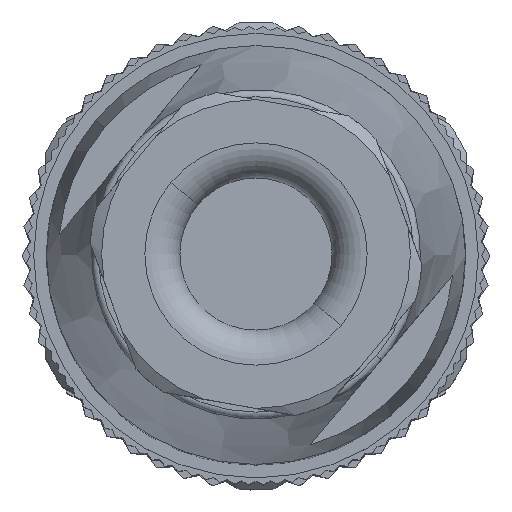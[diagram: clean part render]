
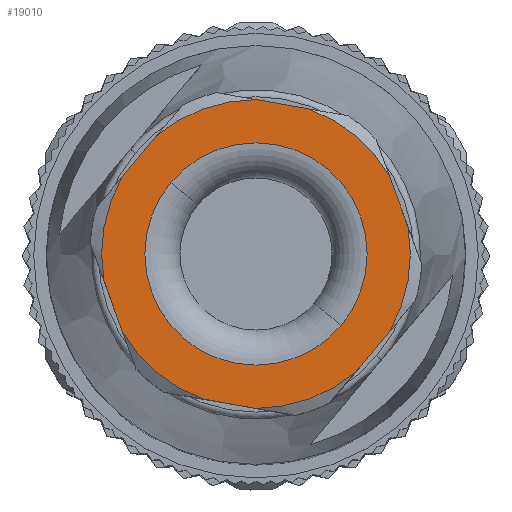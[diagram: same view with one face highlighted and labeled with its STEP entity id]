
A CAD part, top view. The second image highlights one B-rep face of the part: STEP entity #19010.
In plain terms, the highlighted planar face has unit normal (0, 0, 1).
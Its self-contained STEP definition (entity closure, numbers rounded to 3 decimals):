
#18946=AXIS2_PLACEMENT_3D('Plane Axis2P3D',#18943,#18944,#18945) ;
#18950=AXIS2_PLACEMENT_3D('Circle Axis2P3D',#18948,#18949,$) ;
#18955=AXIS2_PLACEMENT_3D('Circle Axis2P3D',#18953,#18954,$) ;
#18960=AXIS2_PLACEMENT_3D('Circle Axis2P3D',#18958,#18959,$) ;
#18965=AXIS2_PLACEMENT_3D('Circle Axis2P3D',#18963,#18964,$) ;
#18970=AXIS2_PLACEMENT_3D('Circle Axis2P3D',#18968,#18969,$) ;
#18975=AXIS2_PLACEMENT_3D('Circle Axis2P3D',#18973,#18974,$) ;
#18994=AXIS2_PLACEMENT_3D('Circle Axis2P3D',#18992,#18993,$) ;
#19003=AXIS2_PLACEMENT_3D('Circle Axis2P3D',#19001,#19002,$) ;
#18528=CARTESIAN_POINT('Line Origine',(11.129,16.401,61.578)) ;
#18532=CARTESIAN_POINT('Vertex',(10.002,16.6,61.578)) ;
#18534=CARTESIAN_POINT('Vertex',(12.256,16.203,61.578)) ;
#18605=CARTESIAN_POINT('Line Origine',(16.108,12.223,61.578)) ;
#18609=CARTESIAN_POINT('Vertex',(15.717,13.299,61.578)) ;
#18611=CARTESIAN_POINT('Vertex',(16.499,11.148,61.578)) ;
#18675=CARTESIAN_POINT('Line Origine',(14.979,5.822,61.578)) ;
#18679=CARTESIAN_POINT('Vertex',(15.715,6.699,61.578)) ;
#18681=CARTESIAN_POINT('Vertex',(14.244,4.945,61.578)) ;
#18745=CARTESIAN_POINT('Line Origine',(8.871,3.599,61.578)) ;
#18749=CARTESIAN_POINT('Vertex',(9.998,3.4,61.578)) ;
#18751=CARTESIAN_POINT('Vertex',(7.744,3.797,61.578)) ;
#18815=CARTESIAN_POINT('Line Origine',(3.892,7.777,61.578)) ;
#18819=CARTESIAN_POINT('Vertex',(4.283,6.701,61.578)) ;
#18821=CARTESIAN_POINT('Vertex',(3.501,8.852,61.578)) ;
#18885=CARTESIAN_POINT('Line Origine',(5.021,14.178,61.578)) ;
#18889=CARTESIAN_POINT('Vertex',(4.285,13.301,61.578)) ;
#18891=CARTESIAN_POINT('Vertex',(5.756,15.055,61.578)) ;
#18943=CARTESIAN_POINT('Axis2P3D Location',(6.361,13.053,61.578)) ;
#18948=CARTESIAN_POINT('Axis2P3D Location',(10.,10.,61.578)) ;
#18953=CARTESIAN_POINT('Axis2P3D Location',(10.,10.,61.578)) ;
#18958=CARTESIAN_POINT('Axis2P3D Location',(10.,10.,61.578)) ;
#18963=CARTESIAN_POINT('Axis2P3D Location',(10.,10.,61.578)) ;
#18968=CARTESIAN_POINT('Axis2P3D Location',(10.,10.,61.578)) ;
#18973=CARTESIAN_POINT('Axis2P3D Location',(10.,10.,61.578)) ;
#18992=CARTESIAN_POINT('Axis2P3D Location',(10.,10.,61.578)) ;
#18996=CARTESIAN_POINT('Vertex',(13.639,6.947,61.578)) ;
#18998=CARTESIAN_POINT('Vertex',(6.361,13.053,61.578)) ;
#19001=CARTESIAN_POINT('Axis2P3D Location',(10.,10.,61.578)) ;
#18529=DIRECTION('Vector Direction',(0.985,-0.174,0.)) ;
#18606=DIRECTION('Vector Direction',(0.342,-0.94,0.)) ;
#18676=DIRECTION('Vector Direction',(-0.643,-0.766,0.)) ;
#18746=DIRECTION('Vector Direction',(-0.985,0.174,0.)) ;
#18816=DIRECTION('Vector Direction',(-0.342,0.94,0.)) ;
#18886=DIRECTION('Vector Direction',(0.643,0.766,0.)) ;
#18944=DIRECTION('Axis2P3D Direction',(0.,0.,1.)) ;
#18945=DIRECTION('Axis2P3D XDirection',(-0.766,0.643,0.)) ;
#18949=DIRECTION('Axis2P3D Direction',(0.,0.,1.)) ;
#18954=DIRECTION('Axis2P3D Direction',(0.,0.,1.)) ;
#18959=DIRECTION('Axis2P3D Direction',(0.,0.,1.)) ;
#18964=DIRECTION('Axis2P3D Direction',(0.,0.,1.)) ;
#18969=DIRECTION('Axis2P3D Direction',(0.,0.,1.)) ;
#18974=DIRECTION('Axis2P3D Direction',(0.,0.,1.)) ;
#18993=DIRECTION('Axis2P3D Direction',(0.,0.,1.)) ;
#19002=DIRECTION('Axis2P3D Direction',(0.,0.,1.)) ;
#18530=VECTOR('Line Direction',#18529,1.) ;
#18607=VECTOR('Line Direction',#18606,1.) ;
#18677=VECTOR('Line Direction',#18676,1.) ;
#18747=VECTOR('Line Direction',#18746,1.) ;
#18817=VECTOR('Line Direction',#18816,1.) ;
#18887=VECTOR('Line Direction',#18886,1.) ;
#18979=ORIENTED_EDGE('',*,*,#18536,.F.) ;
#18980=ORIENTED_EDGE('',*,*,#18952,.T.) ;
#18981=ORIENTED_EDGE('',*,*,#18893,.F.) ;
#18982=ORIENTED_EDGE('',*,*,#18957,.T.) ;
#18983=ORIENTED_EDGE('',*,*,#18823,.F.) ;
#18984=ORIENTED_EDGE('',*,*,#18962,.T.) ;
#18985=ORIENTED_EDGE('',*,*,#18753,.F.) ;
#18986=ORIENTED_EDGE('',*,*,#18967,.T.) ;
#18987=ORIENTED_EDGE('',*,*,#18683,.F.) ;
#18988=ORIENTED_EDGE('',*,*,#18972,.T.) ;
#18989=ORIENTED_EDGE('',*,*,#18613,.F.) ;
#18990=ORIENTED_EDGE('',*,*,#18977,.T.) ;
#19007=ORIENTED_EDGE('',*,*,#19000,.F.) ;
#19008=ORIENTED_EDGE('',*,*,#19005,.F.) ;
#19009=FACE_BOUND('',#19006,.T.) ;
#19010=ADVANCED_FACE('Hauptkoerper',(#18991,#19009),#18947,.T.) ;
#18951=CIRCLE('generated circle',#18950,6.6) ;
#18956=CIRCLE('generated circle',#18955,6.6) ;
#18961=CIRCLE('generated circle',#18960,6.6) ;
#18966=CIRCLE('generated circle',#18965,6.6) ;
#18971=CIRCLE('generated circle',#18970,6.6) ;
#18976=CIRCLE('generated circle',#18975,6.6) ;
#18995=CIRCLE('generated circle',#18994,4.75) ;
#19004=CIRCLE('generated circle',#19003,4.75) ;
#18536=EDGE_CURVE('',#18533,#18535,#18531,.T.) ;
#18613=EDGE_CURVE('',#18610,#18612,#18608,.T.) ;
#18683=EDGE_CURVE('',#18680,#18682,#18678,.T.) ;
#18753=EDGE_CURVE('',#18750,#18752,#18748,.T.) ;
#18823=EDGE_CURVE('',#18820,#18822,#18818,.T.) ;
#18893=EDGE_CURVE('',#18890,#18892,#18888,.T.) ;
#18952=EDGE_CURVE('',#18533,#18892,#18951,.T.) ;
#18957=EDGE_CURVE('',#18890,#18822,#18956,.T.) ;
#18962=EDGE_CURVE('',#18820,#18752,#18961,.T.) ;
#18967=EDGE_CURVE('',#18750,#18682,#18966,.T.) ;
#18972=EDGE_CURVE('',#18680,#18612,#18971,.T.) ;
#18977=EDGE_CURVE('',#18610,#18535,#18976,.T.) ;
#19000=EDGE_CURVE('',#18997,#18999,#18995,.T.) ;
#19005=EDGE_CURVE('',#18999,#18997,#19004,.T.) ;
#18978=EDGE_LOOP('',(#18979,#18980,#18981,#18982,#18983,#18984,#18985,#18986,#18987,#18988,#18989,#18990)) ;
#19006=EDGE_LOOP('',(#19007,#19008)) ;
#18991=FACE_OUTER_BOUND('',#18978,.T.) ;
#18531=LINE('Line',#18528,#18530) ;
#18608=LINE('Line',#18605,#18607) ;
#18678=LINE('Line',#18675,#18677) ;
#18748=LINE('Line',#18745,#18747) ;
#18818=LINE('Line',#18815,#18817) ;
#18888=LINE('Line',#18885,#18887) ;
#18947=PLANE('',#18946) ;
#18533=VERTEX_POINT('',#18532) ;
#18535=VERTEX_POINT('',#18534) ;
#18610=VERTEX_POINT('',#18609) ;
#18612=VERTEX_POINT('',#18611) ;
#18680=VERTEX_POINT('',#18679) ;
#18682=VERTEX_POINT('',#18681) ;
#18750=VERTEX_POINT('',#18749) ;
#18752=VERTEX_POINT('',#18751) ;
#18820=VERTEX_POINT('',#18819) ;
#18822=VERTEX_POINT('',#18821) ;
#18890=VERTEX_POINT('',#18889) ;
#18892=VERTEX_POINT('',#18891) ;
#18997=VERTEX_POINT('',#18996) ;
#18999=VERTEX_POINT('',#18998) ;
